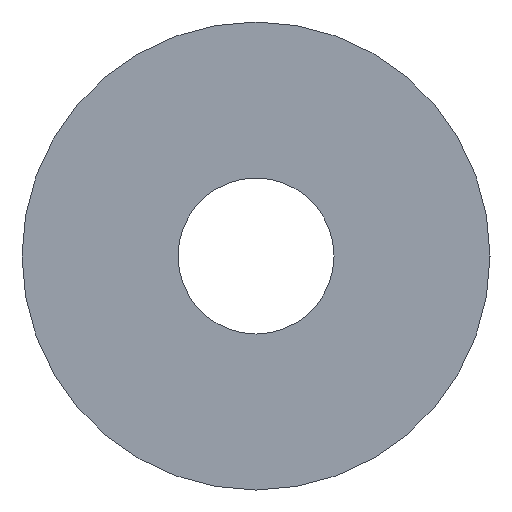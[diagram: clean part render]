
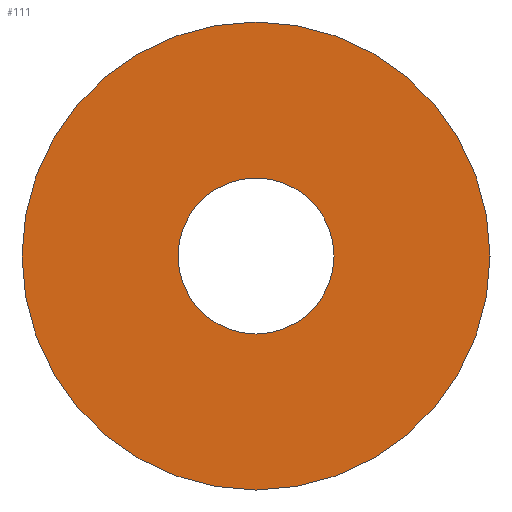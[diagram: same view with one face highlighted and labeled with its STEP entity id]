
A CAD part, left-side view. The second image highlights one B-rep face of the part: STEP entity #111.
In plain terms, the highlighted planar face has unit normal (-1, 0, 0).
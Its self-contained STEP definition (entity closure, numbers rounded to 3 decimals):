
#17=FACE_BOUND('',#38,.T.);
#21=PLANE('',#138);
#27=FACE_OUTER_BOUND('',#37,.T.);
#37=EDGE_LOOP('',(#91));
#38=EDGE_LOOP('',(#92));
#56=CIRCLE('',#139,7.5);
#57=CIRCLE('',#140,2.5);
#64=VERTEX_POINT('',#201);
#65=VERTEX_POINT('',#203);
#74=EDGE_CURVE('',#64,#64,#56,.T.);
#75=EDGE_CURVE('',#65,#65,#57,.T.);
#91=ORIENTED_EDGE('',*,*,#74,.T.);
#92=ORIENTED_EDGE('',*,*,#75,.T.);
#111=ADVANCED_FACE('',(#27,#17),#21,.F.);
#138=AXIS2_PLACEMENT_3D('',#200,#167,#168);
#139=AXIS2_PLACEMENT_3D('',#202,#169,#170);
#140=AXIS2_PLACEMENT_3D('',#204,#171,#172);
#167=DIRECTION('center_axis',(1.,0.,0.));
#168=DIRECTION('ref_axis',(0.,1.,0.));
#169=DIRECTION('center_axis',(-1.,0.,0.));
#170=DIRECTION('ref_axis',(0.,1.,0.));
#171=DIRECTION('center_axis',(1.,0.,0.));
#172=DIRECTION('ref_axis',(0.,1.,0.));
#200=CARTESIAN_POINT('Origin',(-1.035,25.483,-34.344));
#201=CARTESIAN_POINT('',(-1.035,17.983,-34.344));
#202=CARTESIAN_POINT('Origin',(-1.035,25.483,-34.344));
#203=CARTESIAN_POINT('',(-1.035,22.983,-34.344));
#204=CARTESIAN_POINT('Origin',(-1.035,25.483,-34.344));
